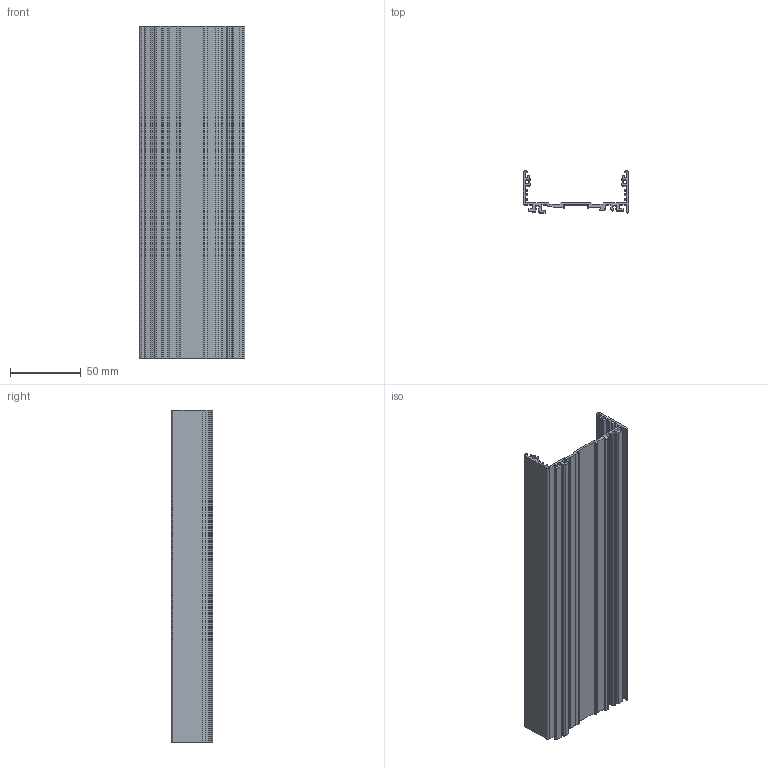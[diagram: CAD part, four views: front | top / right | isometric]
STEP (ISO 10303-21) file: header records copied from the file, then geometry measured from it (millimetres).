
FILE_DESCRIPTION(('FreeCAD Model'),'2;1');
FILE_NAME('Open CASCADE Shape Model','2023-03-28T16:52:13',(''),(''), 'Open CASCADE STEP processor 7.6','FreeCAD','Unknown');
FILE_SCHEMA(('AUTOMOTIVE_DESIGN { 1 0 10303 214 1 1 1 1 }'));
Length unit declared in the file: millimetre
Products named in the file (1): Pad
Bounding box: 75 x 29.35 x 235 mm (x, y, z)
Volume: 71455 mm3; surface area: 88176.5 mm2
Topology: 1 solids, 1 shells, 179 faces, 531 edges, 354 vertices
Faces by surface type: plane 110, cylinder 69
Entity records: 6025 total; most frequent: CARTESIAN_POINT 1065, ORIENTED_EDGE 1062, DIRECTION 1029, EDGE_CURVE 531, LINE 393, VECTOR 393, VERTEX_POINT 354, AXIS2_PLACEMENT_3D 318
